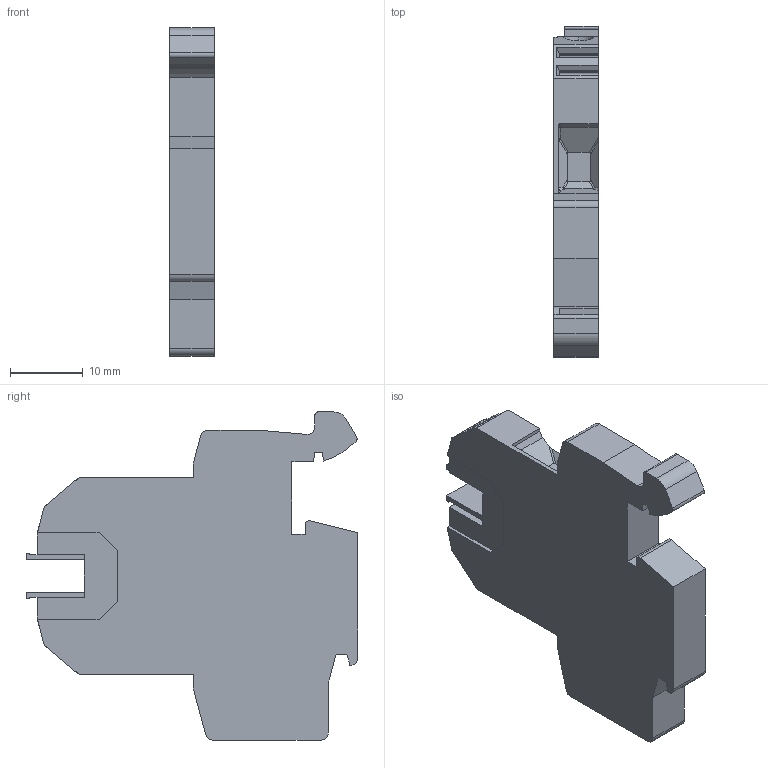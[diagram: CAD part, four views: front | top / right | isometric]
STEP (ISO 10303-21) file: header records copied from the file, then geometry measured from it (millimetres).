
FILE_DESCRIPTION((''),'2;1');
FILE_NAME('RK1540_KOMBI_32_ISO_STEP','2012-05-14T',('Neumann'),(''),'PRO/ENGINEER BY PARAMETRIC TECHNOLOGY CORPORATION, 2007390','PRO/ENGINEER BY PARAMETRIC TECHNOLOGY CORPORATION, 2007390','');
FILE_SCHEMA(('CONFIG_CONTROL_DESIGN'));
Length unit declared in the file: millimetre
Products named in the file (1): RK1540_KOMBI_32_ISO_STEP
Bounding box: 6.1 x 45.5 x 45 mm (x, y, z)
Volume: 7679.1 mm3; surface area: 4245.4 mm2
Topology: 1 solids, 1 shells, 235 faces, 611 edges, 382 vertices
Faces by surface type: plane 123, cylinder 76, cone 16, torus 16, sphere 4
Entity records: 7192 total; most frequent: CARTESIAN_POINT 1357, ORIENTED_EDGE 1222, DIRECTION 1201, EDGE_CURVE 611, VECTOR 427, LINE 427, AXIS2_PLACEMENT_3D 387, VERTEX_POINT 382
